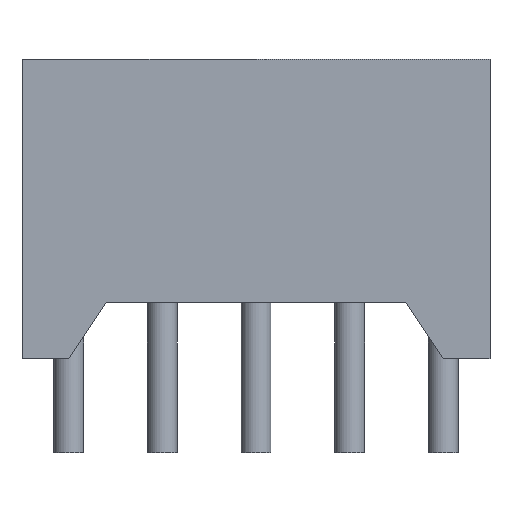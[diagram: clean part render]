
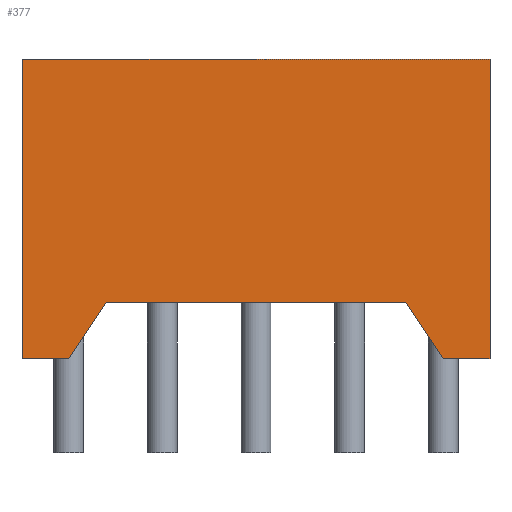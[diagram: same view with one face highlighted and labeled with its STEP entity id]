
A CAD part, front view. The second image highlights one B-rep face of the part: STEP entity #377.
In plain terms, the highlighted planar face has unit normal (0, -1, 0).
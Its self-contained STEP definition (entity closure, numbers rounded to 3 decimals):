
#377=ADVANCED_FACE('',(#1124),#1126,.T.);
#1124=FACE_BOUND('',#1125,.T.);
#1125=EDGE_LOOP('',(#1712,#1713,#1714,#1715,#1716,#1717,#1718,#1719));
#1126=PLANE('',#1127);
#1127=AXIS2_PLACEMENT_3D('',#1128,#1129,#1130);
#1128=CARTESIAN_POINT('',(-6.25,-9.5,0.));
#1129=DIRECTION('',(0.,-1.,0.));
#1130=DIRECTION('',(1.,0.,0.));
#1712=ORIENTED_EDGE('',*,*,#2035,.T.);
#1713=ORIENTED_EDGE('',*,*,#2036,.T.);
#1714=ORIENTED_EDGE('',*,*,#2037,.T.);
#1715=ORIENTED_EDGE('',*,*,#2038,.T.);
#1716=ORIENTED_EDGE('',*,*,#1927,.F.);
#1717=ORIENTED_EDGE('',*,*,#2039,.F.);
#1718=ORIENTED_EDGE('',*,*,#2040,.T.);
#1719=ORIENTED_EDGE('',*,*,#2041,.T.);
#1927=EDGE_CURVE('',#2123,#2124,#2125,.T.);
#2035=EDGE_CURVE('',#2305,#2306,#2307,.F.);
#2036=EDGE_CURVE('',#2306,#2308,#2309,.F.);
#2037=EDGE_CURVE('',#2308,#2310,#2311,.T.);
#2038=EDGE_CURVE('',#2310,#2124,#2312,.T.);
#2039=EDGE_CURVE('',#2313,#2123,#2314,.T.);
#2040=EDGE_CURVE('',#2313,#2315,#2316,.T.);
#2041=EDGE_CURVE('',#2315,#2305,#2317,.F.);
#2123=VERTEX_POINT('',#2457);
#2124=VERTEX_POINT('',#2458);
#2125=LINE('',#2459,#2460);
#2305=VERTEX_POINT('',#2865);
#2306=VERTEX_POINT('',#2866);
#2307=LINE('',#2867,#2868);
#2308=VERTEX_POINT('',#2870);
#2309=LINE('',#2871,#2872);
#2310=VERTEX_POINT('',#2874);
#2311=LINE('',#2875,#2876);
#2312=LINE('',#2878,#2879);
#2313=VERTEX_POINT('',#2881);
#2314=LINE('',#2882,#2883);
#2315=VERTEX_POINT('',#2885);
#2316=LINE('',#2886,#2887);
#2317=LINE('',#2889,#2890);
#2457=CARTESIAN_POINT('',(-6.25,-9.5,8.));
#2458=CARTESIAN_POINT('',(6.25,-9.5,8.));
#2459=CARTESIAN_POINT('',(-6.25,-9.5,8.));
#2460=VECTOR('',#2461,1.);
#2461=DIRECTION('',(1.,0.,0.));
#2865=CARTESIAN_POINT('',(-4.,-9.5,1.5));
#2866=CARTESIAN_POINT('',(4.,-9.5,1.5));
#2867=CARTESIAN_POINT('',(4.,-9.5,1.5));
#2868=VECTOR('',#2869,1.);
#2869=DIRECTION('',(-1.,0.,0.));
#2870=CARTESIAN_POINT('',(5.,-9.5,0.));
#2871=CARTESIAN_POINT('',(5.,-9.5,0.));
#2872=VECTOR('',#2873,1.);
#2873=DIRECTION('',(-0.555,0.,0.832));
#2874=CARTESIAN_POINT('',(6.25,-9.5,0.));
#2875=CARTESIAN_POINT('',(5.,-9.5,0.));
#2876=VECTOR('',#2877,1.);
#2877=DIRECTION('',(1.,0.,0.));
#2878=CARTESIAN_POINT('',(6.25,-9.5,0.));
#2879=VECTOR('',#2880,1.);
#2880=DIRECTION('',(0.,0.,1.));
#2881=CARTESIAN_POINT('',(-6.25,-9.5,0.));
#2882=CARTESIAN_POINT('',(-6.25,-9.5,0.));
#2883=VECTOR('',#2884,1.);
#2884=DIRECTION('',(0.,0.,1.));
#2885=CARTESIAN_POINT('',(-5.,-9.5,0.));
#2886=CARTESIAN_POINT('',(-6.25,-9.5,0.));
#2887=VECTOR('',#2888,1.);
#2888=DIRECTION('',(1.,0.,0.));
#2889=CARTESIAN_POINT('',(-4.,-9.5,1.5));
#2890=VECTOR('',#2891,1.);
#2891=DIRECTION('',(-0.555,0.,-0.832));
